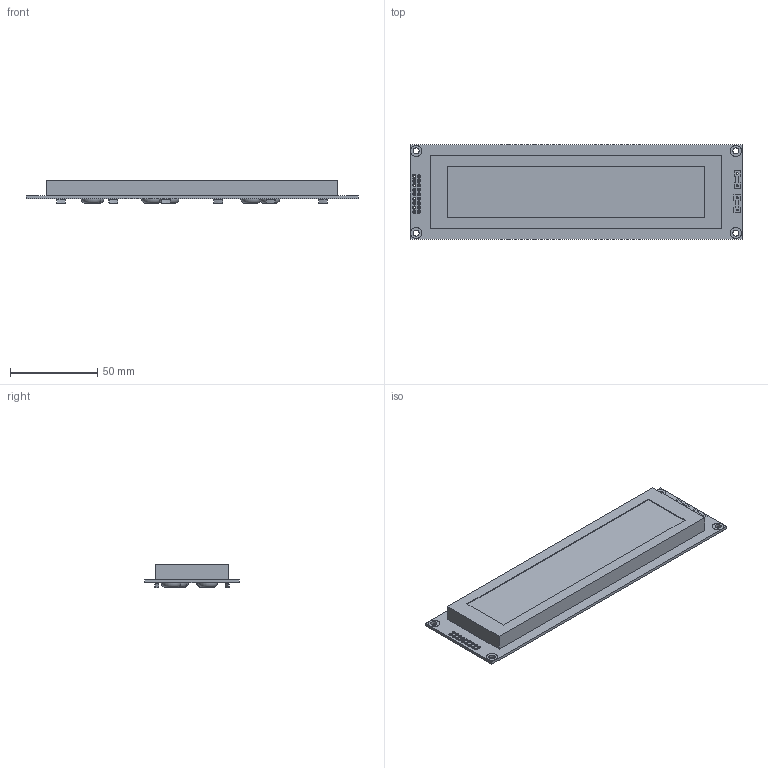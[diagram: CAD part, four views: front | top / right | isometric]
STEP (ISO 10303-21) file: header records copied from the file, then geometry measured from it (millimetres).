
FILE_DESCRIPTION(('HOOPS Exchange Step'),'2;1');
FILE_NAME('temp_export','2023-09-05T21:42:37+08:00',('30abd'),('Shapr3D Limited'),'HOOPS Exchange 2023.2','Shapr3D','Authorized');
FILE_SCHEMA( ('AUTOMOTIVE_DESIGN { 1 0 10303 214 1 1 1 1 }') );
Length unit declared in the file: millimetre
Products named in the file (1): root
Bounding box: 190 x 54 x 13.6 mm (x, y, z)
Volume: 78340.5 mm3; surface area: 26054.1 mm2
Topology: 1 solids, 1 shells, 390 faces, 940 edges, 620 vertices
Faces by surface type: plane 150, bspline 140, cylinder 88, torus 12
Full cylindrical faces by diameter (mm): 1 x38, 1.8 x34, 3.5 x8, 6.5 x8
Entity records: 14210 total; most frequent: CARTESIAN_POINT 5255, ORIENTED_EDGE 1880, DIRECTION 1558, EDGE_CURVE 940, VERTEX_POINT 620, AXIS2_PLACEMENT_3D 531, EDGE_LOOP 510, FACE_BOUND 510
